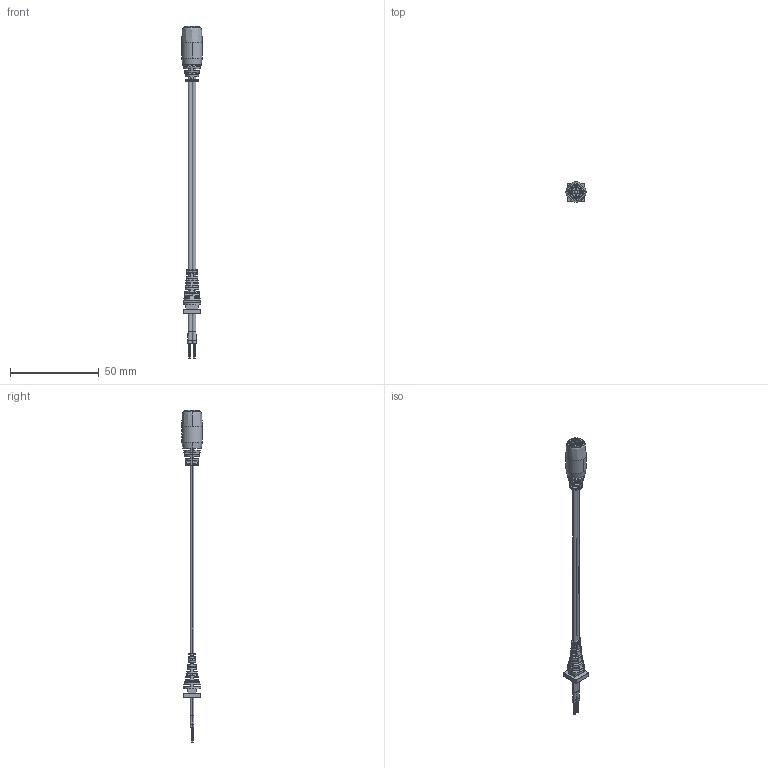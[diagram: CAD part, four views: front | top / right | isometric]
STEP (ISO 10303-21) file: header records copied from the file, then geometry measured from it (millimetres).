
FILE_DESCRIPTION (( 'STEP AP203' ), '1' );
FILE_NAME ('10-02961_revA.STEP', '2018-03-28T23:17:04', ( '' ), ( '' ), 'SwSTEP 2.0', 'SolidWorks 2015', '' );
FILE_SCHEMA (( 'CONFIG_CONTROL_DESIGN' ));
Length unit declared in the file: millimetre
Products named in the file (9): 24-00251; 50-00025; 50-00025 shell; 30-00007_s+t; 10-02961_revA; 50-00025 insulator; 24-00004; 50-00025 contact; 50-00025 pin
Assembly tree (8 placements, depth 3):
  10-02961_revA
    24-00004
    50-00025
      50-00025 insulator
      50-00025 pin
      50-00025 shell
      50-00025 contact
    30-00007_s+t
    24-00251
Bounding box: 11.4 x 11.4 x 186.56 mm (x, y, z)
Volume: 4299.1 mm3; surface area: 19415 mm2
Topology: 183 solids, 183 shells, 1403 faces, 2968 edges, 1916 vertices
Faces by surface type: cylinder 626, plane 508, bspline 206, torus 36, cone 19, sphere 8
Entity records: 49350 total; most frequent: CARTESIAN_POINT 18883, DIRECTION 6077, ORIENTED_EDGE 5916, EDGE_CURVE 2958, AXIS2_PLACEMENT_3D 2602, VERTEX_POINT 1916, EDGE_LOOP 1606, ADVANCED_FACE 1403
